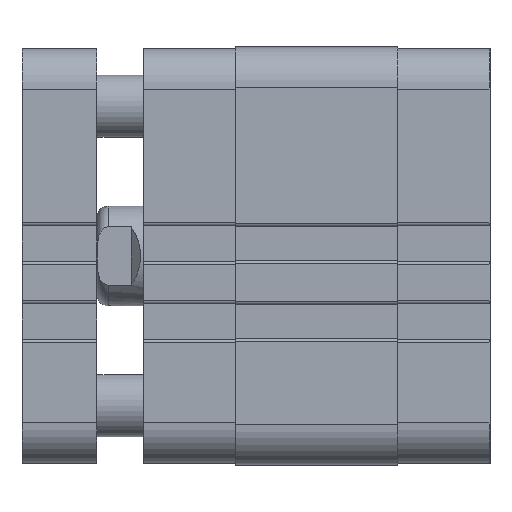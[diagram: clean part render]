
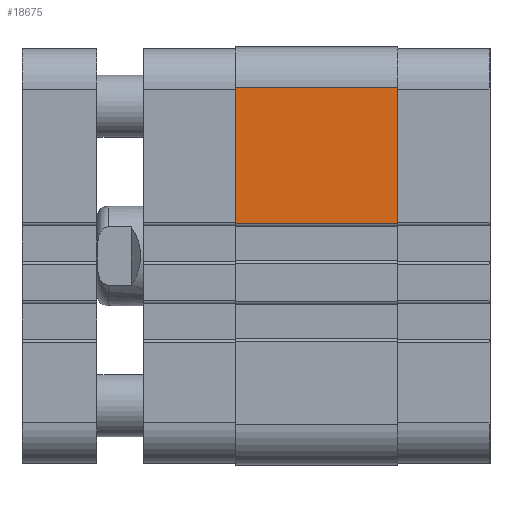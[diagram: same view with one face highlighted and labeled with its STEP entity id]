
A CAD part, left-side view. The second image highlights one B-rep face of the part: STEP entity #18675.
In plain terms, the highlighted planar face has unit normal (-1, 0, 0).
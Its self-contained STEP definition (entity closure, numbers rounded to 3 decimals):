
#14138=CARTESIAN_POINT('',(-33.5,13.0,5.25));
#14139=VERTEX_POINT('',#14138);
#14147=CARTESIAN_POINT('',(-33.5,13.0,27.));
#14148=VERTEX_POINT('',#14147);
#14149=CARTESIAN_POINT('',(-33.5,13.0,27.));
#14150=DIRECTION('',(0.0,0.0,-1.0));
#14151=VECTOR('',#14150,21.75);
#14152=LINE('',#14149,#14151);
#14153=EDGE_CURVE('',#14148,#14139,#14152,.T.);
#17785=CARTESIAN_POINT('',(-33.5,-13.0,27.));
#17786=VERTEX_POINT('',#17785);
#17794=CARTESIAN_POINT('',(-33.5,-13.0,5.25));
#17795=VERTEX_POINT('',#17794);
#17796=CARTESIAN_POINT('',(-33.5,-13.0,5.25));
#17797=DIRECTION('',(0.0,0.0,1.0));
#17798=VECTOR('',#17797,21.75);
#17799=LINE('',#17796,#17798);
#17800=EDGE_CURVE('',#17795,#17786,#17799,.T.);
#18648=CARTESIAN_POINT('',(-33.5,13.0,27.));
#18649=DIRECTION('',(0.0,-1.0,0.0));
#18650=VECTOR('',#18649,26.0);
#18651=LINE('',#18648,#18650);
#18652=EDGE_CURVE('',#14148,#17786,#18651,.T.);
#18659=CARTESIAN_POINT('',(-33.5,0.0,27.));
#18660=DIRECTION('',(-1.0,0.0,0.0));
#18661=DIRECTION('',(0.0,0.0,1.0));
#18662=AXIS2_PLACEMENT_3D('',#18659,#18660,#18661);
#18663=PLANE('',#18662);
#18664=ORIENTED_EDGE('',*,*,#14153,.T.);
#18665=CARTESIAN_POINT('',(-33.5,13.0,5.25));
#18666=DIRECTION('',(0.0,-1.0,0.0));
#18667=VECTOR('',#18666,26.0);
#18668=LINE('',#18665,#18667);
#18669=EDGE_CURVE('',#14139,#17795,#18668,.T.);
#18670=ORIENTED_EDGE('',*,*,#18669,.T.);
#18671=ORIENTED_EDGE('',*,*,#17800,.T.);
#18672=ORIENTED_EDGE('',*,*,#18652,.F.);
#18673=EDGE_LOOP('',(#18664,#18670,#18671,#18672));
#18674=FACE_OUTER_BOUND('',#18673,.T.);
#18675=ADVANCED_FACE('',(#18674),#18663,.T.);
